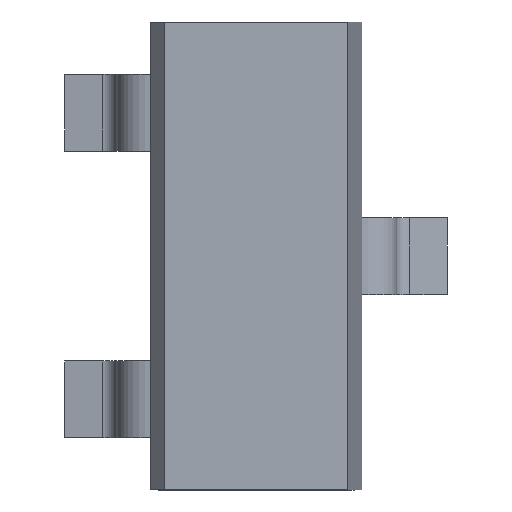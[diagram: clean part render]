
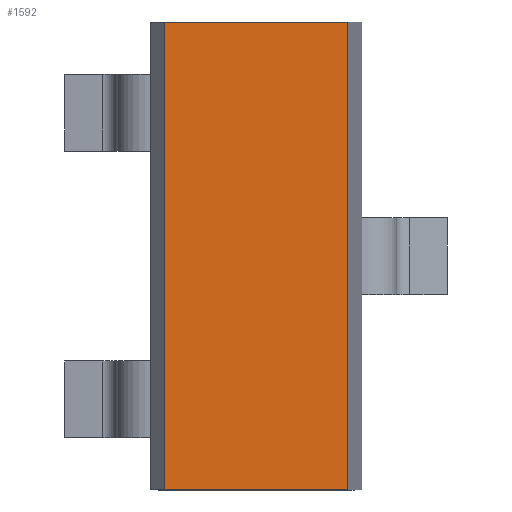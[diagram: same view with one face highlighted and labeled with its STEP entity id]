
A CAD part, top view. The second image highlights one B-rep face of the part: STEP entity #1592.
In plain terms, the highlighted planar face has unit normal (0, 0, 1).
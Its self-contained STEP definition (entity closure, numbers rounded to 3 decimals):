
#1320=CARTESIAN_POINT('',(-0.607,-1.55,1.15));
#1321=VERTEX_POINT('',#1320);
#1328=CARTESIAN_POINT('',(-0.607,1.55,1.15));
#1329=VERTEX_POINT('',#1328);
#1330=CARTESIAN_POINT('',(-0.607,1.55,1.15));
#1331=DIRECTION('',(0.0,-1.0,0.0));
#1332=VECTOR('',#1331,3.1);
#1333=LINE('',#1330,#1332);
#1334=EDGE_CURVE('',#1329,#1321,#1333,.T.);
#1375=CARTESIAN_POINT('',(0.607,1.55,1.15));
#1376=VERTEX_POINT('',#1375);
#1377=CARTESIAN_POINT('',(0.607,1.55,1.15));
#1378=DIRECTION('',(-1.0,0.0,0.0));
#1379=VECTOR('',#1378,1.214);
#1380=LINE('',#1377,#1379);
#1381=EDGE_CURVE('',#1376,#1329,#1380,.T.);
#1421=CARTESIAN_POINT('',(0.607,-1.55,1.15));
#1422=VERTEX_POINT('',#1421);
#1438=CARTESIAN_POINT('',(0.607,-1.55,1.15));
#1439=DIRECTION('',(0.0,1.0,0.0));
#1440=VECTOR('',#1439,3.1);
#1441=LINE('',#1438,#1440);
#1442=EDGE_CURVE('',#1376,#1422,#1441,.F.);
#1491=CARTESIAN_POINT('',(-0.607,-1.55,1.15));
#1492=DIRECTION('',(1.0,0.0,0.0));
#1493=VECTOR('',#1492,1.214);
#1494=LINE('',#1491,#1493);
#1495=EDGE_CURVE('',#1321,#1422,#1494,.T.);
#1581=CARTESIAN_POINT('',(-0.615,1.5,1.15));
#1582=DIRECTION('',(0.0,0.0,1.0));
#1583=DIRECTION('',(-1.0,0.0,0.0));
#1584=AXIS2_PLACEMENT_3D('',#1581,#1582,#1583);
#1585=PLANE('',#1584);
#1586=ORIENTED_EDGE('',*,*,#1495,.T.);
#1587=ORIENTED_EDGE('',*,*,#1442,.F.);
#1588=ORIENTED_EDGE('',*,*,#1381,.T.);
#1589=ORIENTED_EDGE('',*,*,#1334,.T.);
#1590=EDGE_LOOP('',(#1586,#1587,#1588,#1589));
#1591=FACE_OUTER_BOUND('',#1590,.T.);
#1592=ADVANCED_FACE('',(#1591),#1585,.T.);
